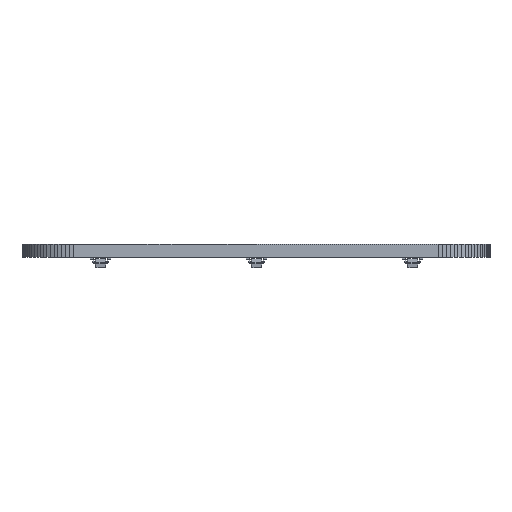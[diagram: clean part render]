
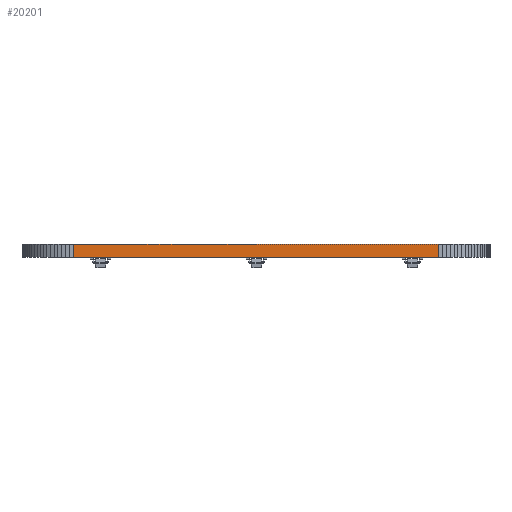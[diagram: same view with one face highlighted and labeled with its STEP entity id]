
A CAD part, left-side view. The second image highlights one B-rep face of the part: STEP entity #20201.
In plain terms, the highlighted planar face has unit normal (-1, 0, 0).
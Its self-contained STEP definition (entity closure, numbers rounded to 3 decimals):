
#5101 = PLANE('',#5102);
#5102 = AXIS2_PLACEMENT_3D('',#5103,#5104,#5105);
#5103 = CARTESIAN_POINT('',(162.601,-56.769,1.6));
#5104 = DIRECTION('',(-0.,-0.,-1.));
#5105 = DIRECTION('',(-1.,0.,0.));
#5155 = PLANE('',#5156);
#5156 = AXIS2_PLACEMENT_3D('',#5157,#5158,#5159);
#5157 = CARTESIAN_POINT('',(162.601,-56.769,0.));
#5158 = DIRECTION('',(-0.,-0.,-1.));
#5159 = DIRECTION('',(-1.,0.,0.));
#6944 = VERTEX_POINT('',#6945);
#6945 = CARTESIAN_POINT('',(50.8,-78.994,0.));
#6959 = PLANE('',#6960);
#6960 = AXIS2_PLACEMENT_3D('',#6961,#6962,#6963);
#6961 = CARTESIAN_POINT('',(50.82,-79.492,0.));
#6962 = DIRECTION('',(-0.999,-0.039,0.));
#6963 = DIRECTION('',(-0.039,0.999,0.));
#6971 = EDGE_CURVE('',#6944,#6972,#6974,.T.);
#6972 = VERTEX_POINT('',#6973);
#6973 = CARTESIAN_POINT('',(50.8,-34.544,0.));
#6974 = SURFACE_CURVE('',#6975,(#6979,#6986),.PCURVE_S1.);
#6975 = LINE('',#6976,#6977);
#6976 = CARTESIAN_POINT('',(50.8,-78.994,0.));
#6977 = VECTOR('',#6978,1.);
#6978 = DIRECTION('',(0.,1.,0.));
#6979 = PCURVE('',#5155,#6980);
#6980 = DEFINITIONAL_REPRESENTATION('',(#6981),#6985);
#6981 = LINE('',#6982,#6983);
#6982 = CARTESIAN_POINT('',(111.801,-22.225));
#6983 = VECTOR('',#6984,1.);
#6984 = DIRECTION('',(0.,1.));
#6985 = ( GEOMETRIC_REPRESENTATION_CONTEXT(2) 
PARAMETRIC_REPRESENTATION_CONTEXT() REPRESENTATION_CONTEXT('2D SPACE',''
  ) );
#6986 = PCURVE('',#6987,#6992);
#6987 = PLANE('',#6988);
#6988 = AXIS2_PLACEMENT_3D('',#6989,#6990,#6991);
#6989 = CARTESIAN_POINT('',(50.8,-78.994,0.));
#6990 = DIRECTION('',(-1.,0.,0.));
#6991 = DIRECTION('',(0.,1.,0.));
#6992 = DEFINITIONAL_REPRESENTATION('',(#6993),#6997);
#6993 = LINE('',#6994,#6995);
#6994 = CARTESIAN_POINT('',(0.,0.));
#6995 = VECTOR('',#6996,1.);
#6996 = DIRECTION('',(1.,0.));
#6997 = ( GEOMETRIC_REPRESENTATION_CONTEXT(2) 
PARAMETRIC_REPRESENTATION_CONTEXT() REPRESENTATION_CONTEXT('2D SPACE',''
  ) );
#7015 = PLANE('',#7016);
#7016 = AXIS2_PLACEMENT_3D('',#7017,#7018,#7019);
#7017 = CARTESIAN_POINT('',(50.8,-34.544,0.));
#7018 = DIRECTION('',(-0.999,0.039,0.));
#7019 = DIRECTION('',(0.039,0.999,0.));
#14101 = VERTEX_POINT('',#14102);
#14102 = CARTESIAN_POINT('',(50.8,-78.994,1.6));
#14123 = EDGE_CURVE('',#14101,#14124,#14126,.T.);
#14124 = VERTEX_POINT('',#14125);
#14125 = CARTESIAN_POINT('',(50.8,-34.544,1.6));
#14126 = SURFACE_CURVE('',#14127,(#14131,#14138),.PCURVE_S1.);
#14127 = LINE('',#14128,#14129);
#14128 = CARTESIAN_POINT('',(50.8,-78.994,1.6));
#14129 = VECTOR('',#14130,1.);
#14130 = DIRECTION('',(0.,1.,0.));
#14131 = PCURVE('',#5101,#14132);
#14132 = DEFINITIONAL_REPRESENTATION('',(#14133),#14137);
#14133 = LINE('',#14134,#14135);
#14134 = CARTESIAN_POINT('',(111.801,-22.225));
#14135 = VECTOR('',#14136,1.);
#14136 = DIRECTION('',(0.,1.));
#14137 = ( GEOMETRIC_REPRESENTATION_CONTEXT(2) 
PARAMETRIC_REPRESENTATION_CONTEXT() REPRESENTATION_CONTEXT('2D SPACE',''
  ) );
#14138 = PCURVE('',#6987,#14139);
#14139 = DEFINITIONAL_REPRESENTATION('',(#14140),#14144);
#14140 = LINE('',#14141,#14142);
#14141 = CARTESIAN_POINT('',(0.,-1.6));
#14142 = VECTOR('',#14143,1.);
#14143 = DIRECTION('',(1.,0.));
#14144 = ( GEOMETRIC_REPRESENTATION_CONTEXT(2) 
PARAMETRIC_REPRESENTATION_CONTEXT() REPRESENTATION_CONTEXT('2D SPACE',''
  ) );
#20151 = EDGE_CURVE('',#6972,#14124,#20152,.T.);
#20152 = SURFACE_CURVE('',#20153,(#20157,#20164),.PCURVE_S1.);
#20153 = LINE('',#20154,#20155);
#20154 = CARTESIAN_POINT('',(50.8,-34.544,0.));
#20155 = VECTOR('',#20156,1.);
#20156 = DIRECTION('',(0.,0.,1.));
#20157 = PCURVE('',#7015,#20158);
#20158 = DEFINITIONAL_REPRESENTATION('',(#20159),#20163);
#20159 = LINE('',#20160,#20161);
#20160 = CARTESIAN_POINT('',(0.,0.));
#20161 = VECTOR('',#20162,1.);
#20162 = DIRECTION('',(0.,-1.));
#20163 = ( GEOMETRIC_REPRESENTATION_CONTEXT(2) 
PARAMETRIC_REPRESENTATION_CONTEXT() REPRESENTATION_CONTEXT('2D SPACE',''
  ) );
#20164 = PCURVE('',#6987,#20165);
#20165 = DEFINITIONAL_REPRESENTATION('',(#20166),#20170);
#20166 = LINE('',#20167,#20168);
#20167 = CARTESIAN_POINT('',(44.45,0.));
#20168 = VECTOR('',#20169,1.);
#20169 = DIRECTION('',(0.,-1.));
#20170 = ( GEOMETRIC_REPRESENTATION_CONTEXT(2) 
PARAMETRIC_REPRESENTATION_CONTEXT() REPRESENTATION_CONTEXT('2D SPACE',''
  ) );
#20201 = ADVANCED_FACE('',(#20202),#6987,.T.);
#20202 = FACE_BOUND('',#20203,.T.);
#20203 = EDGE_LOOP('',(#20204,#20225,#20226,#20227));
#20204 = ORIENTED_EDGE('',*,*,#20205,.T.);
#20205 = EDGE_CURVE('',#6944,#14101,#20206,.T.);
#20206 = SURFACE_CURVE('',#20207,(#20211,#20218),.PCURVE_S1.);
#20207 = LINE('',#20208,#20209);
#20208 = CARTESIAN_POINT('',(50.8,-78.994,0.));
#20209 = VECTOR('',#20210,1.);
#20210 = DIRECTION('',(0.,0.,1.));
#20211 = PCURVE('',#6987,#20212);
#20212 = DEFINITIONAL_REPRESENTATION('',(#20213),#20217);
#20213 = LINE('',#20214,#20215);
#20214 = CARTESIAN_POINT('',(0.,0.));
#20215 = VECTOR('',#20216,1.);
#20216 = DIRECTION('',(0.,-1.));
#20217 = ( GEOMETRIC_REPRESENTATION_CONTEXT(2) 
PARAMETRIC_REPRESENTATION_CONTEXT() REPRESENTATION_CONTEXT('2D SPACE',''
  ) );
#20218 = PCURVE('',#6959,#20219);
#20219 = DEFINITIONAL_REPRESENTATION('',(#20220),#20224);
#20220 = LINE('',#20221,#20222);
#20221 = CARTESIAN_POINT('',(0.499,0.));
#20222 = VECTOR('',#20223,1.);
#20223 = DIRECTION('',(0.,-1.));
#20224 = ( GEOMETRIC_REPRESENTATION_CONTEXT(2) 
PARAMETRIC_REPRESENTATION_CONTEXT() REPRESENTATION_CONTEXT('2D SPACE',''
  ) );
#20225 = ORIENTED_EDGE('',*,*,#14123,.T.);
#20226 = ORIENTED_EDGE('',*,*,#20151,.F.);
#20227 = ORIENTED_EDGE('',*,*,#6971,.F.);
